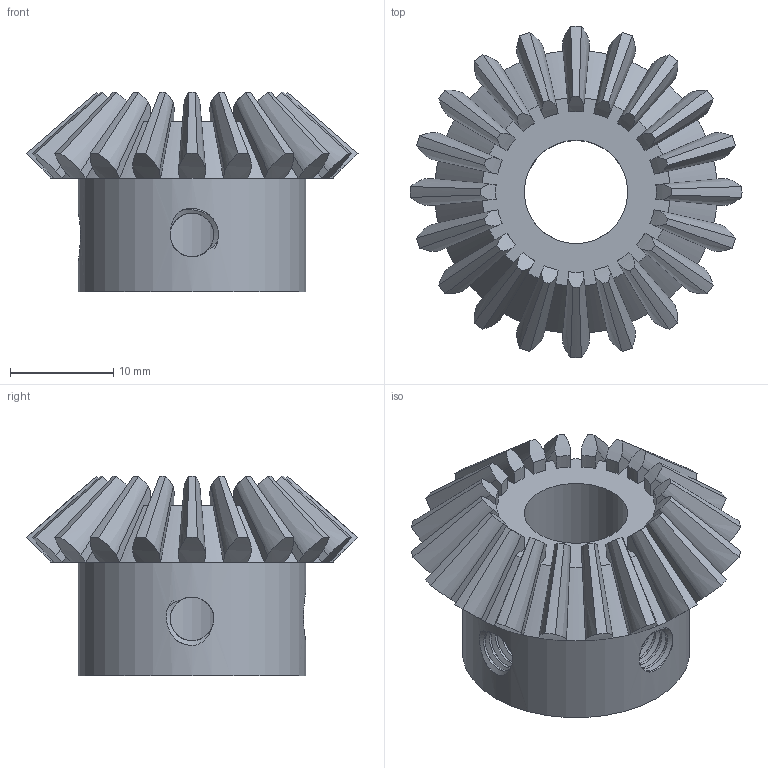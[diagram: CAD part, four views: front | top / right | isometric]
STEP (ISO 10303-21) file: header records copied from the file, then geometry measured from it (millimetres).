
FILE_DESCRIPTION(/* description */ (''),/* implementation_level */ '2;1');
FILE_NAME(/* name */ 'Bevel Gear steel 20T B10mm v7.step',/* time_stamp */ '2024-05-28T16:30:56+02:00',/* author */ (''),/* organization */ (''),/* preprocessor_version */ 'ST-DEVELOPER v20',/* originating_system */ 'Autodesk Translation Framework v13.14.0.145',/* authorisation */ '');
FILE_SCHEMA (('AUTOMOTIVE_DESIGN { 1 0 10303 214 3 1 1 }'));
Length unit declared in the file: millimetre
Products named in the file (2): Bevel Gear steel 20T B10mm; Component2
Assembly tree (1 placements, depth 2):
  Bevel Gear steel 20T B10mm
    Component2
Bounding box: 32.12 x 32.12 x 19.3 mm (x, y, z)
Volume: 5816 mm3; surface area: 3813 mm2
Topology: 1 solids, 1 shells, 276 faces, 802 edges, 529 vertices
Faces by surface type: bspline 150, cone 60, cylinder 59, plane 7
Full cylindrical faces by diameter (mm): 4.234 x7, 5.12 x5, 10 x1, 22 x1
Entity records: 17353 total; most frequent: CARTESIAN_POINT 11669, ORIENTED_EDGE 1604, EDGE_CURVE 802, B_SPLINE_CURVE_WITH_KNOTS 661, VERTEX_POINT 529, DIRECTION 503, EDGE_LOOP 283, FACE_OUTER_BOUND 276
